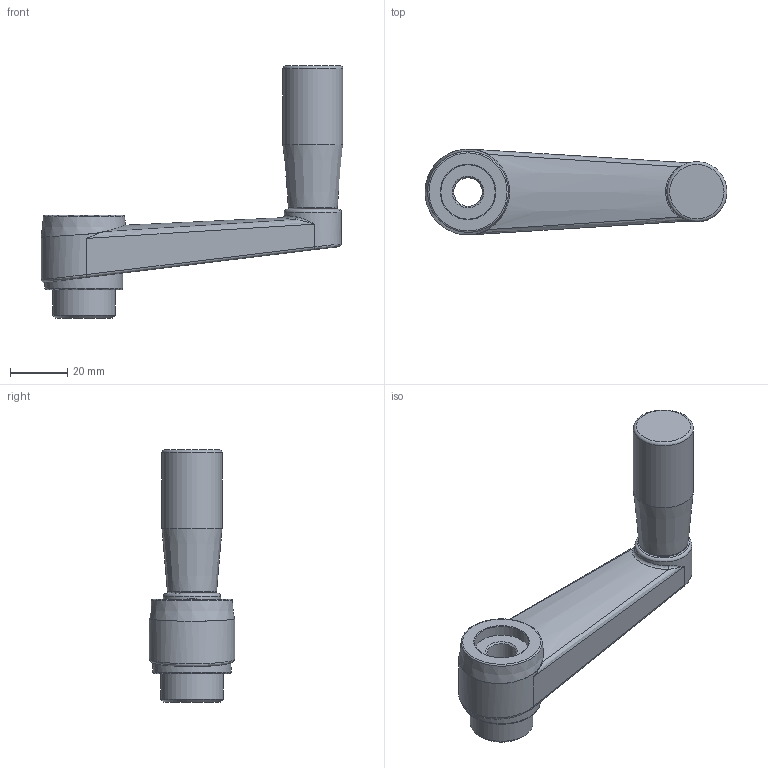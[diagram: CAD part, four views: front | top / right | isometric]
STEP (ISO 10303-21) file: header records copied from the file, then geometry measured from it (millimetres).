
FILE_DESCRIPTION( ( 'Unknown' ), '1' );
FILE_NAME( '6384230_MHP080_MEP.stp', 'Unknown', ( 'Unknown' ), ( 'Unknown' ), 'PSStep 11.0', 'Unknown', ' ' );
FILE_SCHEMA( ( 'AUTOMOTIVE_DESIGN { 1 0 10303 214 1 1 1 1 }' ) );
Length unit declared in the file: millimetre
Products named in the file (1): 1801102
Bounding box: 105.5 x 29.94 x 88.2 mm (x, y, z)
Volume: 45486.2 mm3; surface area: 21544.3 mm2
Topology: 1 solids, 3 shells, 232 faces, 613 edges, 392 vertices
Faces by surface type: plane 111, cylinder 71, bspline 22, cone 19, torus 9
Full cylindrical faces by diameter (mm): 3.1 x1, 6.8 x2, 7.9 x1, 8 x1, 10 x3, 19 x1, 20 x1, 21 x1, 22 x2, 24 x1, 27.306 x1
Entity records: 13366 total; most frequent: CARTESIAN_POINT 6180, ORIENTED_EDGE 1122, DIRECTION 1029, EDGE_CURVE 561, AXIS2_PLACEMENT_3D 386, VERTEX_POINT 379, EDGE_LOOP 281, LINE 257
